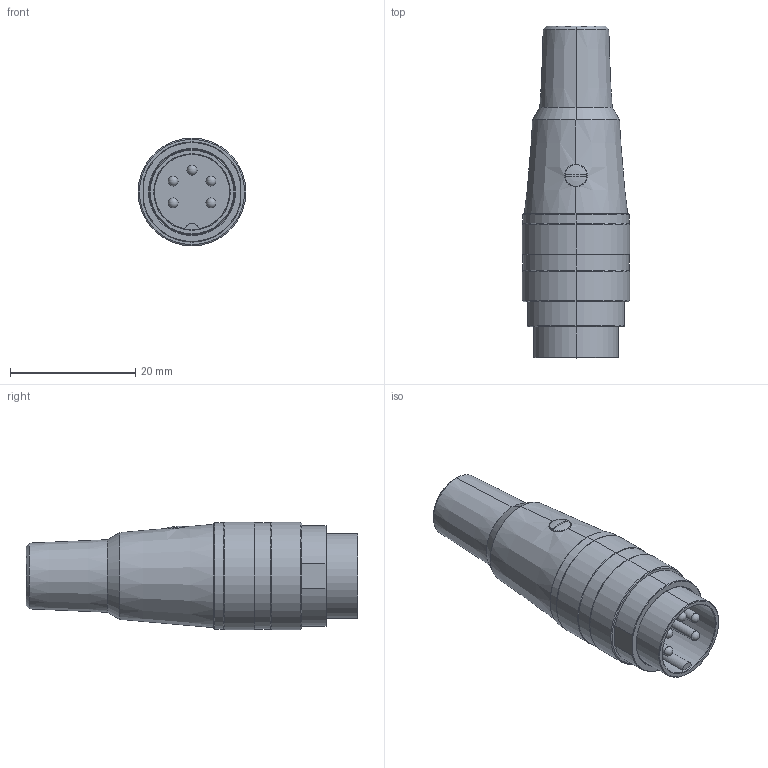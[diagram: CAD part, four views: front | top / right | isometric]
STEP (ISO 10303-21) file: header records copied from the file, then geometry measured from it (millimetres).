
FILE_DESCRIPTION((''),'2;1');
FILE_NAME('09-0313-92-05.stp','2005-04-25T08:57:59',('generator'),(''),'Autodesk Inventor 7','Autodesk Inventor 7','');
FILE_SCHEMA(('AUTOMOTIVE_DESIGN { 1 0 10303 214 1 1 1 1 }'));
Length unit declared in the file: millimetre
Products named in the file (1): 09-0313-92-05
Bounding box: 17.2 x 53 x 17.2 mm (x, y, z)
Volume: 7023.1 mm3; surface area: 4233.9 mm2
Topology: 1 solids, 1 shells, 98 faces, 234 edges, 141 vertices
Faces by surface type: cone 34, cylinder 33, plane 18, torus 6, sphere 5, bspline 2
Entity records: 2835 total; most frequent: CARTESIAN_POINT 615, DIRECTION 503, ORIENTED_EDGE 428, EDGE_CURVE 214, AXIS2_PLACEMENT_3D 212, VERTEX_POINT 131, CIRCLE 115, EDGE_LOOP 111
